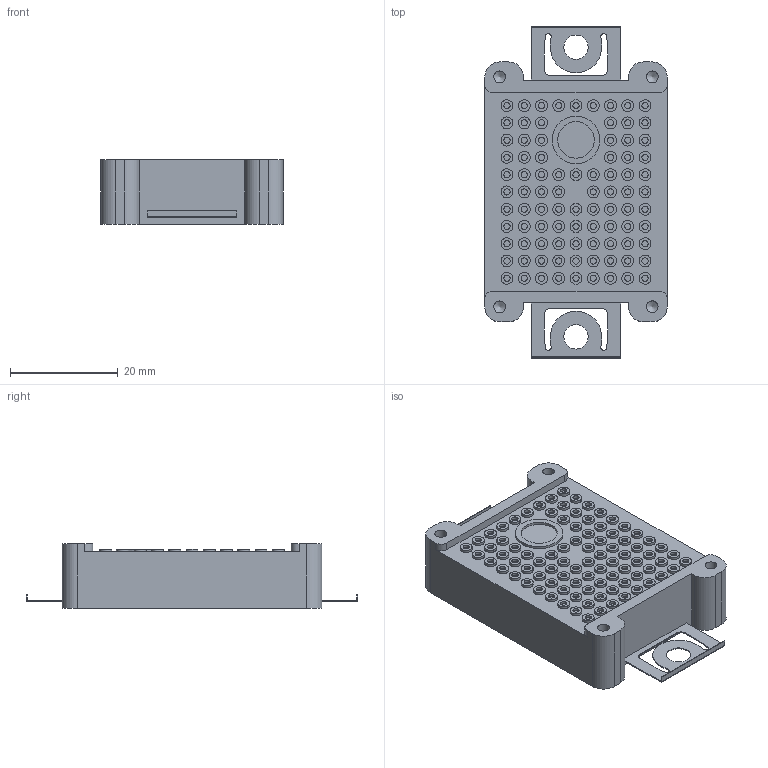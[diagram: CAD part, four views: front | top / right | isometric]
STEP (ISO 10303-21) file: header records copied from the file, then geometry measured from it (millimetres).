
FILE_DESCRIPTION(/* description */ (''),/* implementation_level */ '2;1');
FILE_NAME(/* name */ 'EasyDUAL.stp',/* time_stamp */ '2017-10-31T10:12:10+01:00',/* author */ (''),/* organization */ (''),/* preprocessor_version */ 'ST-DEVELOPER v16',/* originating_system */ 'SIEMENS PLM Software NX 11.0',/* authorisation */ '');
FILE_SCHEMA (('AUTOMOTIVE_DESIGN { 1 0 10303 214 3 1 1 1 }'));
Length unit declared in the file: millimetre
Products named in the file (1): EasyDUAL
Bounding box: 33.8 x 61.55 x 12 mm (x, y, z)
Volume: 15929.9 mm3; surface area: 6851.1 mm2
Topology: 95 solids, 97 shells, 450 faces, 782 edges, 524 vertices
Faces by surface type: plane 232, cylinder 214, cone 4
Full cylindrical faces by diameter (mm): 1.15 x89, 2.2 x93, 4.5 x2, 6.762 x1, 8.822 x1
Entity records: 13824 total; most frequent: DIRECTION 1914, CARTESIAN_POINT 1555, ORIENTED_EDGE 1160, AXIS2_PLACEMENT_3D 879, EDGE_LOOP 828, FACE_BOUND 758, EDGE_CURVE 584, PRESENTATION_STYLE_ASSIGNMENT 527
